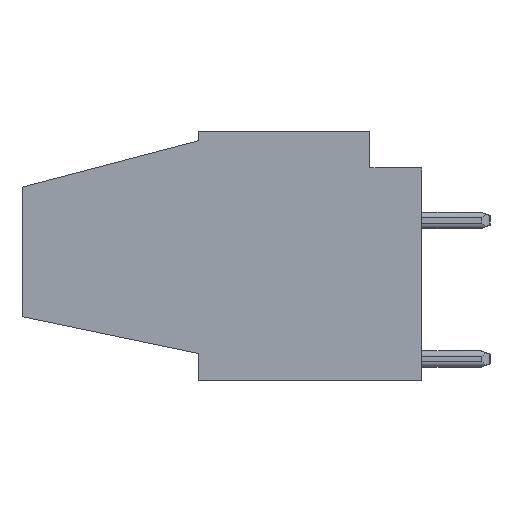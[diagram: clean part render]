
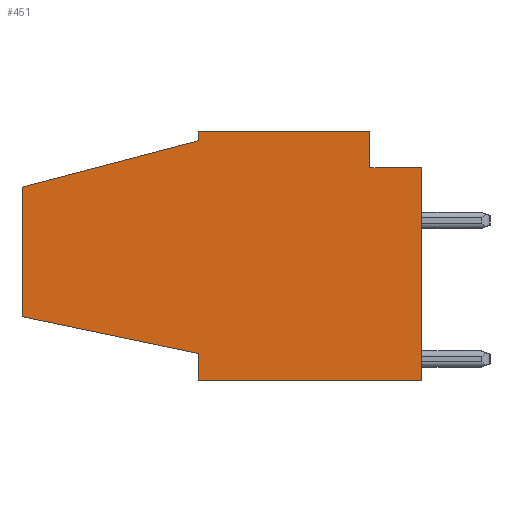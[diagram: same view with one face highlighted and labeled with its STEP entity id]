
A CAD part, left-side view. The second image highlights one B-rep face of the part: STEP entity #451.
In plain terms, the highlighted planar face has unit normal (-1, 0, 0).
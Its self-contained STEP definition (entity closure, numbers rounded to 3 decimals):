
#451 = ADVANCED_FACE( '', ( #1014 ), #1015, .F. );
#1014 = FACE_OUTER_BOUND( '', #1728, .T. );
#1015 = PLANE( '', #1729 );
#1728 = EDGE_LOOP( '', ( #2694, #2695, #2696, #2697, #2698, #2699, #2700, #2701, #2702, #2703 ) );
#1729 = AXIS2_PLACEMENT_3D( '', #2704, #2705, #2706 );
#2694 = ORIENTED_EDGE( '', *, *, #4823, .F. );
#2695 = ORIENTED_EDGE( '', *, *, #4824, .F. );
#2696 = ORIENTED_EDGE( '', *, *, #4825, .T. );
#2697 = ORIENTED_EDGE( '', *, *, #4767, .T. );
#2698 = ORIENTED_EDGE( '', *, *, #4826, .T. );
#2699 = ORIENTED_EDGE( '', *, *, #4827, .T. );
#2700 = ORIENTED_EDGE( '', *, *, #4828, .F. );
#2701 = ORIENTED_EDGE( '', *, *, #4829, .T. );
#2702 = ORIENTED_EDGE( '', *, *, #4642, .F. );
#2703 = ORIENTED_EDGE( '', *, *, #4830, .F. );
#2704 = CARTESIAN_POINT( '', ( 0., 51.003, -17.43 ) );
#2705 = DIRECTION( '', ( 1., 0., 0. ) );
#2706 = DIRECTION( '', ( 0., -1., 0. ) );
#4642 = EDGE_CURVE( '', #5597, #5569, #5599, .T. );
#4767 = EDGE_CURVE( '', #5815, #5816, #5817, .T. );
#4823 = EDGE_CURVE( '', #5911, #5912, #5913, .T. );
#4824 = EDGE_CURVE( '', #5914, #5911, #5915, .T. );
#4825 = EDGE_CURVE( '', #5914, #5815, #5916, .T. );
#4826 = EDGE_CURVE( '', #5816, #5917, #5918, .T. );
#4827 = EDGE_CURVE( '', #5917, #5919, #5920, .T. );
#4828 = EDGE_CURVE( '', #5921, #5919, #5922, .T. );
#4829 = EDGE_CURVE( '', #5921, #5569, #5923, .T. );
#4830 = EDGE_CURVE( '', #5912, #5597, #5924, .T. );
#5569 = VERTEX_POINT( '', #6951 );
#5597 = VERTEX_POINT( '', #6989 );
#5599 = LINE( '', #6992, #6993 );
#5815 = VERTEX_POINT( '', #7320 );
#5816 = VERTEX_POINT( '', #7321 );
#5817 = LINE( '', #7322, #7323 );
#5911 = VERTEX_POINT( '', #7474 );
#5912 = VERTEX_POINT( '', #7475 );
#5913 = LINE( '', #7476, #7477 );
#5914 = VERTEX_POINT( '', #7478 );
#5915 = LINE( '', #7479, #7480 );
#5916 = LINE( '', #7481, #7482 );
#5917 = VERTEX_POINT( '', #7483 );
#5918 = LINE( '', #7484, #7485 );
#5919 = VERTEX_POINT( '', #7486 );
#5920 = LINE( '', #7487, #7488 );
#5921 = VERTEX_POINT( '', #7489 );
#5922 = LINE( '', #7490, #7491 );
#5923 = LINE( '', #7492, #7493 );
#5924 = LINE( '', #7494, #7495 );
#6951 = CARTESIAN_POINT( '', ( 0., 0., -15.6 ) );
#6989 = CARTESIAN_POINT( '', ( 0., 0., 0. ) );
#6992 = CARTESIAN_POINT( '', ( 0., 0., -9.056 ) );
#6993 = VECTOR( '', #9061, 1000. );
#7320 = CARTESIAN_POINT( '', ( 0., 16.4, 2. ) );
#7321 = CARTESIAN_POINT( '', ( 0., 29.3, -1.4 ) );
#7322 = CARTESIAN_POINT( '', ( 0., 7.836, 4.257 ) );
#7323 = VECTOR( '', #9203, 1000. );
#7474 = CARTESIAN_POINT( '', ( 0., 3.8, 2.7 ) );
#7475 = CARTESIAN_POINT( '', ( 0., 3.8, 0. ) );
#7476 = CARTESIAN_POINT( '', ( 0., 3.8, -9.056 ) );
#7477 = VECTOR( '', #9249, 1000. );
#7478 = CARTESIAN_POINT( '', ( 0., 16.4, 2.7 ) );
#7479 = CARTESIAN_POINT( '', ( 0., 7.836, 2.7 ) );
#7480 = VECTOR( '', #9250, 1000. );
#7481 = CARTESIAN_POINT( '', ( 0., 16.4, -9.056 ) );
#7482 = VECTOR( '', #9251, 1000. );
#7483 = CARTESIAN_POINT( '', ( 0., 29.3, -10.9 ) );
#7484 = CARTESIAN_POINT( '', ( 0., 29.3, -9.056 ) );
#7485 = VECTOR( '', #9252, 1000. );
#7486 = CARTESIAN_POINT( '', ( 0., 16.4, -13.6 ) );
#7487 = CARTESIAN_POINT( '', ( 0., 7.836, -15.393 ) );
#7488 = VECTOR( '', #9253, 1000. );
#7489 = CARTESIAN_POINT( '', ( 0., 16.4, -15.6 ) );
#7490 = CARTESIAN_POINT( '', ( 0., 16.4, -9.056 ) );
#7491 = VECTOR( '', #9254, 1000. );
#7492 = CARTESIAN_POINT( '', ( 0., 7.836, -15.6 ) );
#7493 = VECTOR( '', #9255, 1000. );
#7494 = CARTESIAN_POINT( '', ( 0., 7.836, 0. ) );
#7495 = VECTOR( '', #9256, 1000. );
#9061 = DIRECTION( '', ( 0., 0., -1. ) );
#9203 = DIRECTION( '', ( 0., 0.967, -0.255 ) );
#9249 = DIRECTION( '', ( 0., 0., -1. ) );
#9250 = DIRECTION( '', ( 0., -1., 0. ) );
#9251 = DIRECTION( '', ( 0., 0., -1. ) );
#9252 = DIRECTION( '', ( 0., 0., -1. ) );
#9253 = DIRECTION( '', ( 0., -0.979, -0.205 ) );
#9254 = DIRECTION( '', ( 0., 0., 1. ) );
#9255 = DIRECTION( '', ( 0., -1., 0. ) );
#9256 = DIRECTION( '', ( 0., -1., 0. ) );
